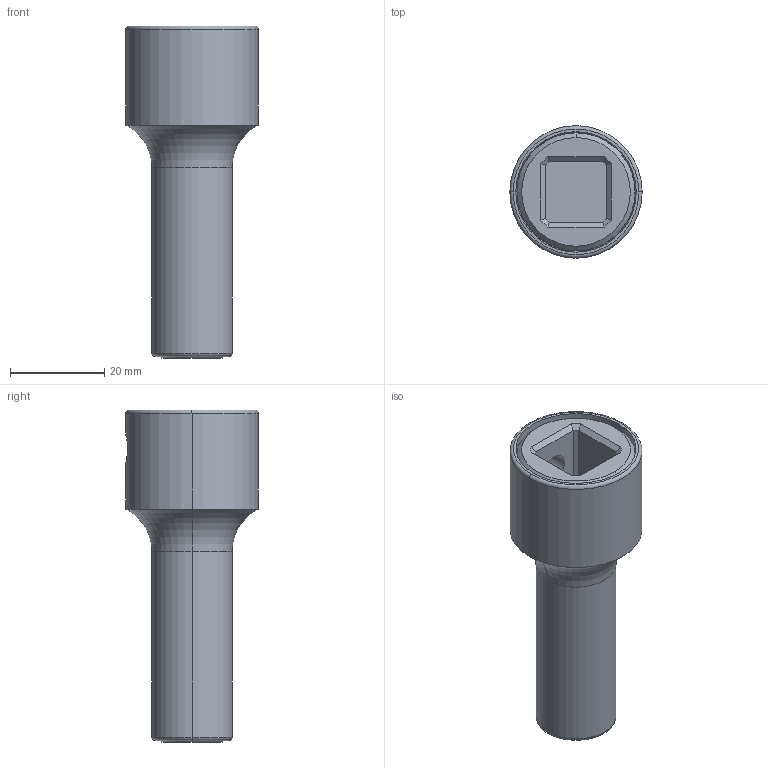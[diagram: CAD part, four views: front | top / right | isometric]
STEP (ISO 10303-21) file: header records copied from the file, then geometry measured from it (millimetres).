
FILE_DESCRIPTION((''),'2;1');
FILE_NAME('4027133582_ASM','2023-09-01T08:44:44',('a00565553'),(''),'CREO PARAMETRIC BY PTC INC, 2022414','CREO PARAMETRIC BY PTC INC, 2022414','');
FILE_SCHEMA(('CONFIG_CONTROL_DESIGN','GEOMETRIC_VALIDATION_PROPERTIES_MIM'));
Length unit declared in the file: millimetre
Products named in the file (6): 4027034321; 4027901802; 4027907716; 4027133592_ASM; 4027299497; 4027133582_ASM
Assembly tree (5 placements, depth 3):
  4027133582_ASM
    4027133592_ASM
      4027034321
      4027901802
      4027907716
    4027299497
Bounding box: 28 x 28 x 70.3 mm (x, y, z)
Volume: 19128.3 mm3; surface area: 16616 mm2
Topology: 4 solids, 4 shells, 158 faces, 386 edges, 234 vertices
Faces by surface type: cylinder 64, plane 53, cone 22, torus 13, bspline 6
Entity records: 6660 total; most frequent: CARTESIAN_POINT 1522, DIRECTION 780, ORIENTED_EDGE 760, EDGE_CURVE 380, PRESENTATION_STYLE_ASSIGNMENT 369, STYLED_ITEM 369, CURVE_STYLE 366, AXIS2_PLACEMENT_3D 308
